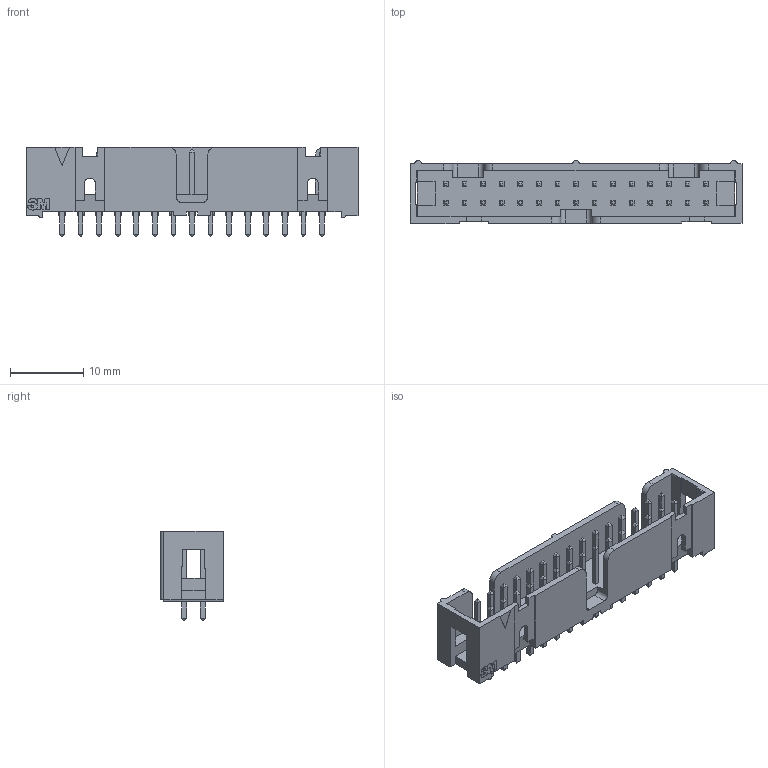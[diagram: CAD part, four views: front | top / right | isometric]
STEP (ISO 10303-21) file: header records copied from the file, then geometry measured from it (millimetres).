
FILE_DESCRIPTION((''),'2;1');
FILE_NAME('3M_2530-6002RB.stp','2008-05-14T18:52:57',(''),(''),'Mechanical Desktop 2008','Mechanical Desktop 2008',', , ');
FILE_SCHEMA(('AUTOMOTIVE_DESIGN { 1 2 10303 214 1 1 1 1 }'));
Length unit declared in the file: millimetre
Products named in the file (1): Product
Bounding box: 45.42 x 8.64 x 12.24 mm (x, y, z)
Volume: 1426.9 mm3; surface area: 3017.5 mm2
Topology: 61 solids, 61 shells, 833 faces, 1892 edges, 1192 vertices
Faces by surface type: plane 605, bspline 184, cylinder 44
Entity records: 23416 total; most frequent: CARTESIAN_POINT 6660, ORIENTED_EDGE 3784, DIRECTION 2524, EDGE_CURVE 1892, VECTOR 1208, LINE 1208, VERTEX_POINT 1192, EDGE_LOOP 852
